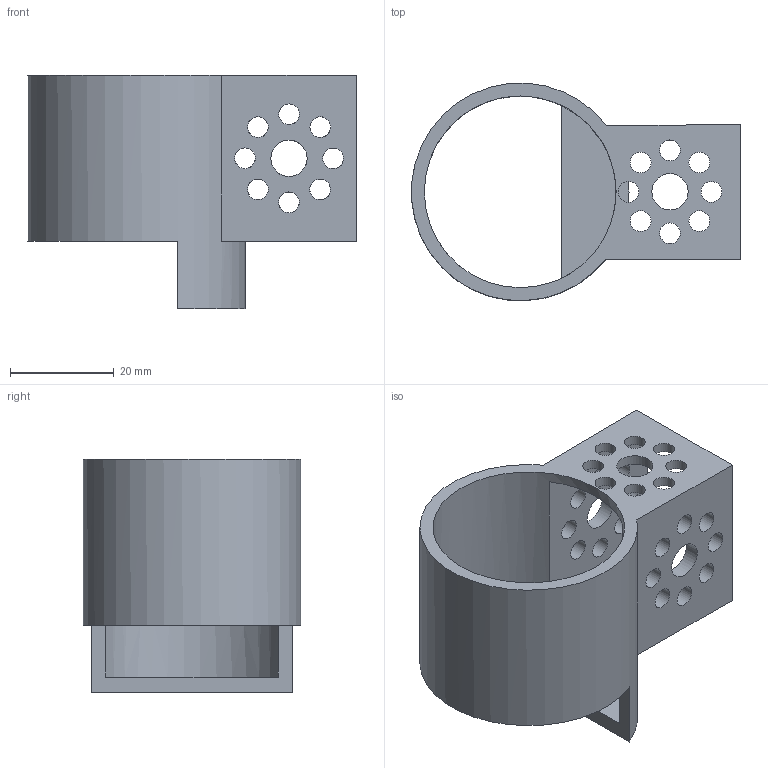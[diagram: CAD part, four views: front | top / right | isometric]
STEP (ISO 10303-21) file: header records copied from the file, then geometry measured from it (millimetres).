
FILE_DESCRIPTION(('STEP AP203'), '1');
FILE_NAME('ÄåòàëüÄóáëü2Âàëåðà', '', ('UNSPECIFIED'), ('UNSPECIFIED'), 'C3D Converter', 'C3D Toolkit', '');
FILE_SCHEMA(('CONFIG_CONTROL_DESIGN'));
Length unit declared in the file: millimetre
Bounding box: 63.4 x 41.95 x 45 mm (x, y, z)
Volume: 15043.4 mm3; surface area: 13691.5 mm2
Topology: 1 solids, 1 shells, 43 faces, 131 edges, 86 vertices
Faces by surface type: cylinder 29, plane 14
Full cylindrical faces by diameter (mm): 4 x24, 7 x3, 37 x1, 42 x1
Entity records: 1532 total; most frequent: CARTESIAN_POINT 286, DIRECTION 242, ORIENTED_EDGE 204, EDGE_LOOP 126, AXIS2_PLACEMENT_3D 105, EDGE_CURVE 102, VERTEX_POINT 86, FACE_BOUND 73
